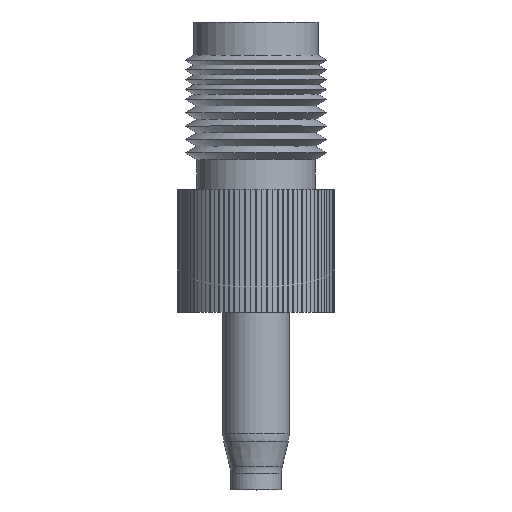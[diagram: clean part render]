
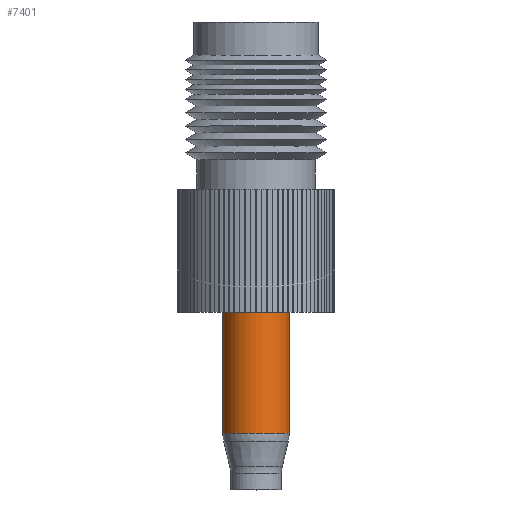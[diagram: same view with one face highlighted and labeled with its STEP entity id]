
A CAD part, top view. The second image highlights one B-rep face of the part: STEP entity #7401.
In plain terms, the highlighted cylindrical face has radius 2.54 mm (diameter 5.08 mm), a partial arc.
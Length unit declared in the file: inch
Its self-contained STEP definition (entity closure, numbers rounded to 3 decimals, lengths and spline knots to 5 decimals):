
#234 = CARTESIAN_POINT ( 'NONE',  ( -0.1, 0., -0.36465 ) ) ;
#307 = DIRECTION ( 'NONE',  ( -1., 0., 0. ) ) ;
#308 = DIRECTION ( 'NONE',  ( 0., 0., -1. ) ) ;
#309 = CARTESIAN_POINT ( 'NONE',  ( 0., 0., -0.36465 ) ) ;
#310 = AXIS2_PLACEMENT_3D ( 'NONE', #309, #308, #307 ) ;
#311 = CIRCLE ( 'NONE', #310, 0.1 ) ;
#340 = DIRECTION ( 'NONE',  ( 0., 0., -1. ) ) ;
#341 = VECTOR ( 'NONE', #340, 39.37008 ) ;
#342 = CARTESIAN_POINT ( 'NONE',  ( -0.1, 0., -0.535 ) ) ;
#343 = LINE ( 'NONE', #342, #341 ) ;
#3431 = CARTESIAN_POINT ( 'NONE',  ( -0.1, 0., 0. ) ) ;
#3512 = CARTESIAN_POINT ( 'NONE',  ( 0.1, 0., 0. ) ) ;
#3544 = DIRECTION ( 'NONE',  ( 0., 0., -1. ) ) ;
#3545 = VECTOR ( 'NONE', #3544, 39.37008 ) ;
#3546 = CARTESIAN_POINT ( 'NONE',  ( 0.1, 0., -0.535 ) ) ;
#3547 = LINE ( 'NONE', #3546, #3545 ) ;
#3548 = CARTESIAN_POINT ( 'NONE',  ( 0.1, 0., -0.36465 ) ) ;
#6474 = DIRECTION ( 'NONE',  ( -1., 0., 0. ) ) ;
#6475 = DIRECTION ( 'NONE',  ( 0., 0., -1. ) ) ;
#6476 = CARTESIAN_POINT ( 'NONE',  ( 0., 0., 0. ) ) ;
#6477 = AXIS2_PLACEMENT_3D ( 'NONE', #6476, #6475, #6474 ) ;
#6478 = CIRCLE ( 'NONE', #6477, 0.1 ) ;
#6516 = DIRECTION ( 'NONE',  ( -1., 0., 0. ) ) ;
#6517 = DIRECTION ( 'NONE',  ( 0., 0., -1. ) ) ;
#6518 = AXIS2_PLACEMENT_3D ( 'NONE', #6522, #6517, #6516 ) ;
#6519 = CYLINDRICAL_SURFACE ( 'NONE', #6518, 0.1 ) ;
#6522 = CARTESIAN_POINT ( 'NONE',  ( 0., 0., -0.535 ) ) ;
#6523 = FACE_OUTER_BOUND ( 'NONE', #7402, .T. ) ;
#7364 = ORIENTED_EDGE ( 'NONE', *, *, #8401, .F. ) ;
#7365 = ORIENTED_EDGE ( 'NONE', *, *, #7366, .T. ) ;
#7366 = EDGE_CURVE ( 'NONE', #8388, #8341, #6478, .T. ) ;
#7367 = ORIENTED_EDGE ( 'NONE', *, *, #7693, .T. ) ;
#7368 = ORIENTED_EDGE ( 'NONE', *, *, #7672, .F. ) ;
#7401 = ADVANCED_FACE ( 'NONE', ( #6523 ), #6519, .T. ) ;
#7402 = EDGE_LOOP ( 'NONE', ( #7364, #7365, #7367, #7368 ) ) ;
#7644 = VERTEX_POINT ( 'NONE', #234 ) ;
#7672 = EDGE_CURVE ( 'NONE', #8400, #7644, #311, .T. ) ;
#7693 = EDGE_CURVE ( 'NONE', #8341, #7644, #343, .T. ) ;
#8341 = VERTEX_POINT ( 'NONE', #3431 ) ;
#8388 = VERTEX_POINT ( 'NONE', #3512 ) ;
#8400 = VERTEX_POINT ( 'NONE', #3548 ) ;
#8401 = EDGE_CURVE ( 'NONE', #8388, #8400, #3547, .T. ) ;
